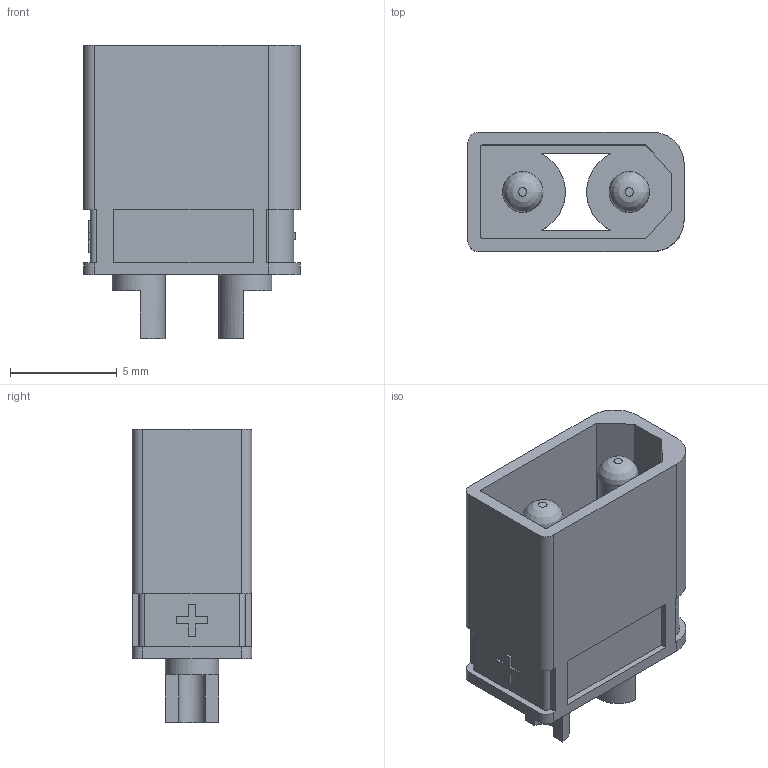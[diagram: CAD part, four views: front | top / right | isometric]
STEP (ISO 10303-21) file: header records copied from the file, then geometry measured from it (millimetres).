
FILE_DESCRIPTION(/* description */ (''),/* implementation_level */ '2;1');
FILE_NAME(/* name */ 'AMASS - XT30U-M v2.step',/* time_stamp */ '2025-07-28T09:53:00+01:00',/* author */ (''),/* organization */ (''),/* preprocessor_version */ 'ST-DEVELOPER v20.1',/* originating_system */ 'Autodesk Translation Framework v14.10.0.0',/* authorisation */ '');
FILE_SCHEMA (('AUTOMOTIVE_DESIGN { 1 0 10303 214 3 1 1 }'));
Length unit declared in the file: millimetre
Products named in the file (1): AMASS - XT30U-M
Bounding box: 10.15 x 5.6 x 13.75 mm (x, y, z)
Volume: 315.5 mm3; surface area: 832.1 mm2
Topology: 1 solids, 1 shells, 101 faces, 268 edges, 178 vertices
Faces by surface type: plane 75, cylinder 24, bspline 2
Full cylindrical faces by diameter (mm): 1.25 x2, 1.9 x2, 2.5 x2
Entity records: 3241 total; most frequent: CARTESIAN_POINT 600, ORIENTED_EDGE 536, DIRECTION 528, EDGE_CURVE 268, LINE 208, VECTOR 208, VERTEX_POINT 178, AXIS2_PLACEMENT_3D 160
